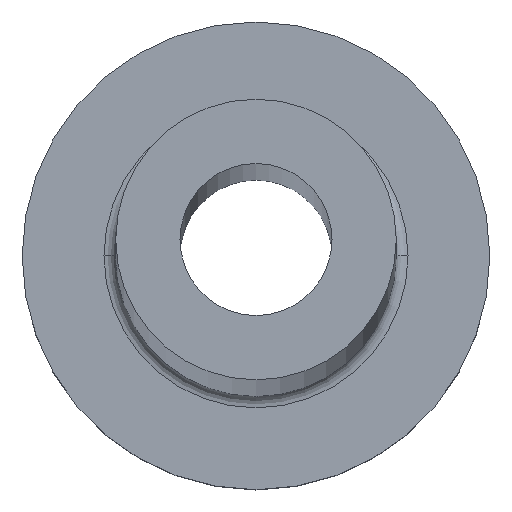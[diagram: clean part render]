
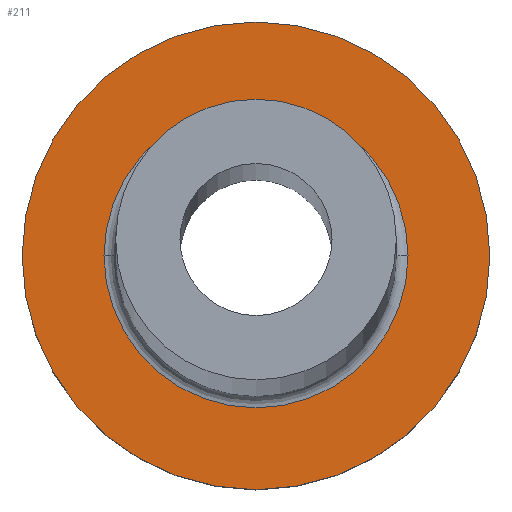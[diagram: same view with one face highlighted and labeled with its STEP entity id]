
A CAD part, top view. The second image highlights one B-rep face of the part: STEP entity #211.
In plain terms, the highlighted planar face has unit normal (0, 0, 1).
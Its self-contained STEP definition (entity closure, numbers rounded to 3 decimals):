
#8 = DIRECTION ( 'NONE',  ( 1., 0., 0. ) ) ;
#10 = DIRECTION ( 'NONE',  ( 0., 0., -1. ) ) ;
#38 = DIRECTION ( 'NONE',  ( 0., 0., 1. ) ) ;
#50 = VERTEX_POINT ( 'NONE', #63 ) ;
#63 = CARTESIAN_POINT ( 'NONE',  ( 6.5, 0., 7. ) ) ;
#78 = AXIS2_PLACEMENT_3D ( 'NONE', #336, #10, #305 ) ;
#79 = EDGE_LOOP ( 'NONE', ( #224, #228 ) ) ;
#86 = EDGE_CURVE ( 'NONE', #140, #200, #281, .T. ) ;
#94 = CARTESIAN_POINT ( 'NONE',  ( 10., 0., 7. ) ) ;
#96 = DIRECTION ( 'NONE',  ( 0., 0., 1. ) ) ;
#102 = FACE_OUTER_BOUND ( 'NONE', #168, .T. ) ;
#107 = CIRCLE ( 'NONE', #78, 6.5 ) ;
#130 = CIRCLE ( 'NONE', #132, 6.5 ) ;
#132 = AXIS2_PLACEMENT_3D ( 'NONE', #264, #155, #266 ) ;
#140 = VERTEX_POINT ( 'NONE', #94 ) ;
#152 = CARTESIAN_POINT ( 'NONE',  ( -6.5, 0., 7. ) ) ;
#153 = DIRECTION ( 'NONE',  ( 0., 0., 1. ) ) ;
#155 = DIRECTION ( 'NONE',  ( 0., 0., -1. ) ) ;
#168 = EDGE_LOOP ( 'NONE', ( #258, #226 ) ) ;
#181 = EDGE_CURVE ( 'NONE', #50, #194, #130, .T. ) ;
#189 = PLANE ( 'NONE',  #340 ) ;
#194 = VERTEX_POINT ( 'NONE', #152 ) ;
#200 = VERTEX_POINT ( 'NONE', #260 ) ;
#211 = ADVANCED_FACE ( 'NONE', ( #270, #102 ), #189, .T. ) ;
#215 = DIRECTION ( 'NONE',  ( 1., 0., 0. ) ) ;
#220 = AXIS2_PLACEMENT_3D ( 'NONE', #267, #96, #8 ) ;
#224 = ORIENTED_EDGE ( 'NONE', *, *, #181, .T. ) ;
#226 = ORIENTED_EDGE ( 'NONE', *, *, #86, .T. ) ;
#228 = ORIENTED_EDGE ( 'NONE', *, *, #237, .T. ) ;
#237 = EDGE_CURVE ( 'NONE', #194, #50, #107, .T. ) ;
#258 = ORIENTED_EDGE ( 'NONE', *, *, #371, .T. ) ;
#260 = CARTESIAN_POINT ( 'NONE',  ( -10., 0., 7. ) ) ;
#261 = DIRECTION ( 'NONE',  ( 1., 0., 0. ) ) ;
#264 = CARTESIAN_POINT ( 'NONE',  ( 0., 0., 7. ) ) ;
#266 = DIRECTION ( 'NONE',  ( 1., 0., 0. ) ) ;
#267 = CARTESIAN_POINT ( 'NONE',  ( 0., 0., 7. ) ) ;
#269 = CARTESIAN_POINT ( 'NONE',  ( 0., 0., 7. ) ) ;
#270 = FACE_BOUND ( 'NONE', #79, .T. ) ;
#281 = CIRCLE ( 'NONE', #220, 10. ) ;
#304 = AXIS2_PLACEMENT_3D ( 'NONE', #269, #153, #261 ) ;
#305 = DIRECTION ( 'NONE',  ( 1., 0., 0. ) ) ;
#336 = CARTESIAN_POINT ( 'NONE',  ( 0., 0., 7. ) ) ;
#339 = CIRCLE ( 'NONE', #304, 10. ) ;
#340 = AXIS2_PLACEMENT_3D ( 'NONE', #359, #38, #215 ) ;
#359 = CARTESIAN_POINT ( 'NONE',  ( 0., 0., 7. ) ) ;
#371 = EDGE_CURVE ( 'NONE', #200, #140, #339, .T. ) ;
